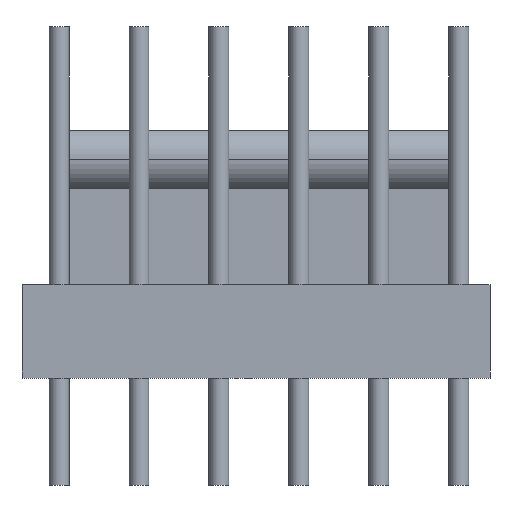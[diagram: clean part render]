
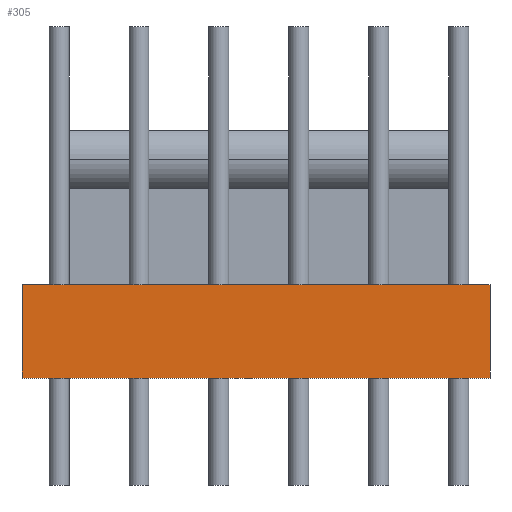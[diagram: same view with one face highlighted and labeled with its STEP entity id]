
A CAD part, front view. The second image highlights one B-rep face of the part: STEP entity #305.
In plain terms, the highlighted planar face has unit normal (0, -1, 0).
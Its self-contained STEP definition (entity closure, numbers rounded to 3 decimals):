
#150 = ORIENTED_EDGE ( 'NONE', *, *, #318, .F. ) ;
#151 = ORIENTED_EDGE ( 'NONE', *, *, #301, .T. ) ;
#181 = EDGE_CURVE ( 'NONE', #403, #195, #959, .T. ) ;
#195 = VERTEX_POINT ( 'NONE', #935 ) ;
#301 = EDGE_CURVE ( 'NONE', #437, #403, #1471, .T. ) ;
#305 = ADVANCED_FACE ( 'NONE', ( #1413 ), #1412, .F. ) ;
#306 = EDGE_LOOP ( 'NONE', ( #307, #308, #150, #151 ) ) ;
#307 = ORIENTED_EDGE ( 'NONE', *, *, #181, .T. ) ;
#308 = ORIENTED_EDGE ( 'NONE', *, *, #309, .F. ) ;
#309 = EDGE_CURVE ( 'NONE', #319, #195, #1407, .T. ) ;
#318 = EDGE_CURVE ( 'NONE', #437, #319, #1372, .T. ) ;
#319 = VERTEX_POINT ( 'NONE', #1368 ) ;
#403 = VERTEX_POINT ( 'NONE', #1635 ) ;
#437 = VERTEX_POINT ( 'NONE', #1714 ) ;
#935 = CARTESIAN_POINT ( 'NONE',  ( 14.86, 0., 0. ) ) ;
#956 = DIRECTION ( 'NONE',  ( 1., 0., 0. ) ) ;
#957 = VECTOR ( 'NONE', #956, 1000. ) ;
#958 = CARTESIAN_POINT ( 'NONE',  ( 0., 0., 0. ) ) ;
#959 = LINE ( 'NONE', #958, #957 ) ;
#1368 = CARTESIAN_POINT ( 'NONE',  ( 14.86, 0., 2.97 ) ) ;
#1369 = DIRECTION ( 'NONE',  ( 1., 0., 0. ) ) ;
#1370 = VECTOR ( 'NONE', #1369, 1000. ) ;
#1371 = CARTESIAN_POINT ( 'NONE',  ( 0., 0., 2.97 ) ) ;
#1372 = LINE ( 'NONE', #1371, #1370 ) ;
#1404 = DIRECTION ( 'NONE',  ( 0., 0., -1. ) ) ;
#1405 = VECTOR ( 'NONE', #1404, 1000. ) ;
#1406 = CARTESIAN_POINT ( 'NONE',  ( 14.86, 0., 2.97 ) ) ;
#1407 = LINE ( 'NONE', #1406, #1405 ) ;
#1408 = DIRECTION ( 'NONE',  ( 0., 0., 1. ) ) ;
#1409 = DIRECTION ( 'NONE',  ( 0., 1., 0. ) ) ;
#1410 = CARTESIAN_POINT ( 'NONE',  ( 0., 0., 2.97 ) ) ;
#1411 = AXIS2_PLACEMENT_3D ( 'NONE', #1410, #1409, #1408 ) ;
#1412 = PLANE ( 'NONE',  #1411 ) ;
#1413 = FACE_OUTER_BOUND ( 'NONE', #306, .T. ) ;
#1468 = DIRECTION ( 'NONE',  ( 0., 0., -1. ) ) ;
#1469 = VECTOR ( 'NONE', #1468, 1000. ) ;
#1470 = CARTESIAN_POINT ( 'NONE',  ( 0., 0., 2.97 ) ) ;
#1471 = LINE ( 'NONE', #1470, #1469 ) ;
#1635 = CARTESIAN_POINT ( 'NONE',  ( 0., 0., 0. ) ) ;
#1714 = CARTESIAN_POINT ( 'NONE',  ( 0., 0., 2.97 ) ) ;
